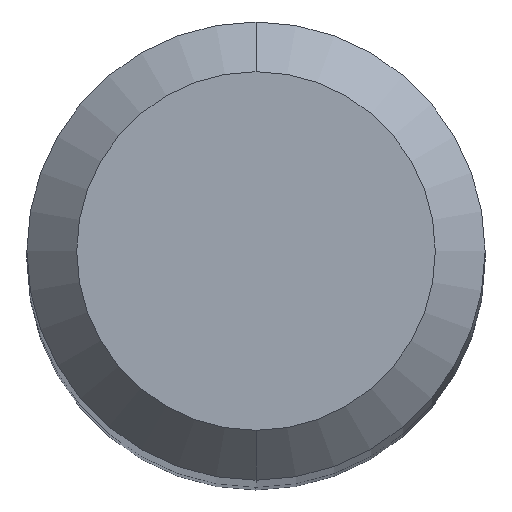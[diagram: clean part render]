
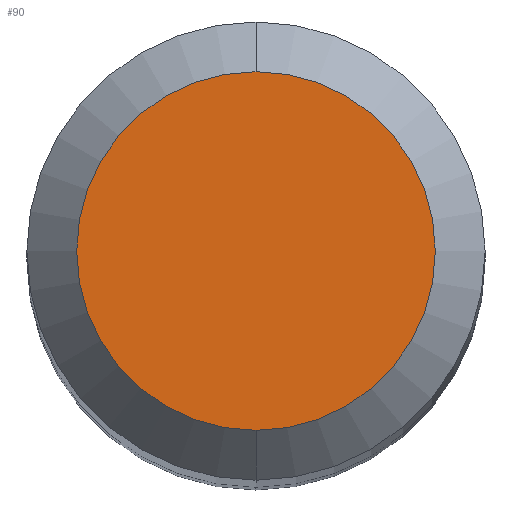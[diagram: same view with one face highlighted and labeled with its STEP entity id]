
A CAD part, top view. The second image highlights one B-rep face of the part: STEP entity #90.
In plain terms, the highlighted planar face has unit normal (0, 0, 1).
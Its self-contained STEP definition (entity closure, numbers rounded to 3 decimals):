
#7 = EDGE_LOOP ( 'NONE', ( #72, #154 ) ) ;
#26 = DIRECTION ( 'NONE',  ( 0., 1., 0. ) ) ;
#44 = CARTESIAN_POINT ( 'NONE',  ( 0., 0., 58. ) ) ;
#72 = ORIENTED_EDGE ( 'NONE', *, *, #127, .F. ) ;
#80 = DIRECTION ( 'NONE',  ( 0., 1., 0. ) ) ;
#87 = CARTESIAN_POINT ( 'NONE',  ( 0., -1.8, 58. ) ) ;
#88 = CIRCLE ( 'NONE', #212, 1.8 ) ;
#90 = ADVANCED_FACE ( 'NONE', ( #125 ), #219, .F. ) ;
#98 = AXIS2_PLACEMENT_3D ( 'NONE', #44, #327, #80 ) ;
#101 = CARTESIAN_POINT ( 'NONE',  ( 0., 0., 58. ) ) ;
#125 = FACE_OUTER_BOUND ( 'NONE', #7, .T. ) ;
#127 = EDGE_CURVE ( 'NONE', #301, #333, #88, .T. ) ;
#136 = CARTESIAN_POINT ( 'NONE',  ( 0., 0., 58. ) ) ;
#139 = CARTESIAN_POINT ( 'NONE',  ( 0., 1.8, 58. ) ) ;
#154 = ORIENTED_EDGE ( 'NONE', *, *, #245, .F. ) ;
#155 = DIRECTION ( 'NONE',  ( 0., 1., 0. ) ) ;
#202 = DIRECTION ( 'NONE',  ( 0., 0., -1. ) ) ;
#212 = AXIS2_PLACEMENT_3D ( 'NONE', #101, #202, #155 ) ;
#219 = PLANE ( 'NONE',  #98 ) ;
#225 = AXIS2_PLACEMENT_3D ( 'NONE', #136, #256, #26 ) ;
#245 = EDGE_CURVE ( 'NONE', #333, #301, #264, .T. ) ;
#256 = DIRECTION ( 'NONE',  ( 0., 0., -1. ) ) ;
#264 = CIRCLE ( 'NONE', #225, 1.8 ) ;
#301 = VERTEX_POINT ( 'NONE', #139 ) ;
#327 = DIRECTION ( 'NONE',  ( 0., 0., -1. ) ) ;
#333 = VERTEX_POINT ( 'NONE', #87 ) ;
